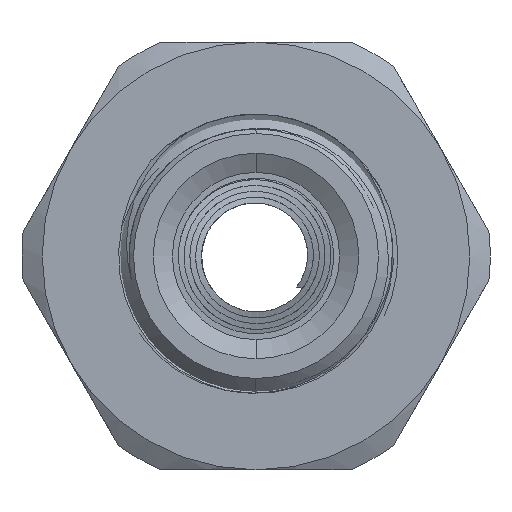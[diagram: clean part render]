
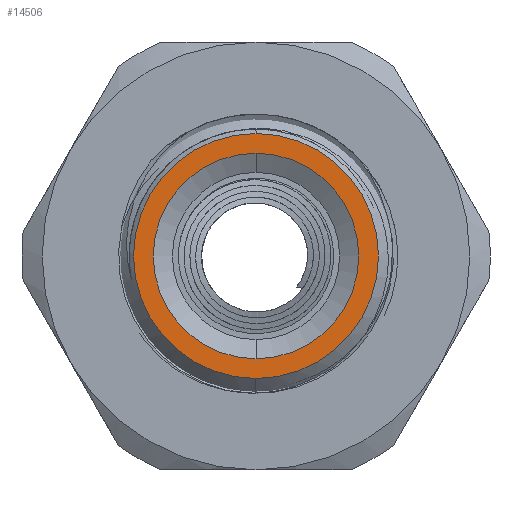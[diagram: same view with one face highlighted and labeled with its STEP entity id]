
A CAD part, front view. The second image highlights one B-rep face of the part: STEP entity #14506.
In plain terms, the highlighted planar face has unit normal (0, -1, 0).
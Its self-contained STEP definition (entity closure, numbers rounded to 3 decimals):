
#268 = AXIS2_PLACEMENT_3D ( 'NONE', #19216, #19377, #6985 ) ;
#701 = CARTESIAN_POINT ( 'NONE',  ( 5.125, 0., 0. ) ) ;
#2271 = ORIENTED_EDGE ( 'NONE', *, *, #19755, .T. ) ;
#2718 = CARTESIAN_POINT ( 'NONE',  ( 0., 0., -5.125 ) ) ;
#3494 = CIRCLE ( 'NONE', #10533, 5.125 ) ;
#3718 = FACE_OUTER_BOUND ( 'NONE', #21694, .T. ) ;
#4007 = VERTEX_POINT ( 'NONE', #16598 ) ;
#4919 = AXIS2_PLACEMENT_3D ( 'NONE', #12186, #12794, #22423 ) ;
#6985 = DIRECTION ( 'NONE',  ( 0., 0., -1. ) ) ;
#7058 = EDGE_CURVE ( 'NONE', #4007, #12037, #20978, .T. ) ;
#8168 = EDGE_CURVE ( 'NONE', #19367, #17201, #3494, .T. ) ;
#8302 = PLANE ( 'NONE',  #20323 ) ;
#9267 = AXIS2_PLACEMENT_3D ( 'NONE', #16959, #12247, #29593 ) ;
#10343 = DIRECTION ( 'NONE',  ( 0., 0., -1. ) ) ;
#10492 = EDGE_LOOP ( 'NONE', ( #14352, #21160 ) ) ;
#10533 = AXIS2_PLACEMENT_3D ( 'NONE', #15058, #24410, #22488 ) ;
#12037 = VERTEX_POINT ( 'NONE', #14581 ) ;
#12186 = CARTESIAN_POINT ( 'NONE',  ( 0., 0., 0. ) ) ;
#12247 = DIRECTION ( 'NONE',  ( 0., -1., 0. ) ) ;
#12794 = DIRECTION ( 'NONE',  ( 0., -1., 0. ) ) ;
#14000 = EDGE_CURVE ( 'NONE', #12037, #4007, #25362, .T. ) ;
#14352 = ORIENTED_EDGE ( 'NONE', *, *, #14000, .F. ) ;
#14506 = ADVANCED_FACE ( 'NONE', ( #17535, #3718 ), #8302, .T. ) ;
#14581 = CARTESIAN_POINT ( 'NONE',  ( 0., 0., -4.3 ) ) ;
#15058 = CARTESIAN_POINT ( 'NONE',  ( 0., 0., 0. ) ) ;
#15502 = DIRECTION ( 'NONE',  ( 0., -1., 0. ) ) ;
#16598 = CARTESIAN_POINT ( 'NONE',  ( 0., 0., 4.3 ) ) ;
#16959 = CARTESIAN_POINT ( 'NONE',  ( 0., 0., 0. ) ) ;
#17201 = VERTEX_POINT ( 'NONE', #2718 ) ;
#17535 = FACE_BOUND ( 'NONE', #10492, .T. ) ;
#17754 = ORIENTED_EDGE ( 'NONE', *, *, #8168, .T. ) ;
#19216 = CARTESIAN_POINT ( 'NONE',  ( 0., 0., 0. ) ) ;
#19367 = VERTEX_POINT ( 'NONE', #20908 ) ;
#19377 = DIRECTION ( 'NONE',  ( 0., -1., 0. ) ) ;
#19755 = EDGE_CURVE ( 'NONE', #17201, #19367, #29426, .T. ) ;
#20323 = AXIS2_PLACEMENT_3D ( 'NONE', #701, #15502, #10343 ) ;
#20908 = CARTESIAN_POINT ( 'NONE',  ( 0., 0., 5.125 ) ) ;
#20978 = CIRCLE ( 'NONE', #4919, 4.3 ) ;
#21160 = ORIENTED_EDGE ( 'NONE', *, *, #7058, .F. ) ;
#21694 = EDGE_LOOP ( 'NONE', ( #2271, #17754 ) ) ;
#22423 = DIRECTION ( 'NONE',  ( 0., 0., -1. ) ) ;
#22488 = DIRECTION ( 'NONE',  ( 0., 0., -1. ) ) ;
#24410 = DIRECTION ( 'NONE',  ( 0., -1., 0. ) ) ;
#25362 = CIRCLE ( 'NONE', #9267, 4.3 ) ;
#29426 = CIRCLE ( 'NONE', #268, 5.125 ) ;
#29593 = DIRECTION ( 'NONE',  ( 0., 0., -1. ) ) ;
